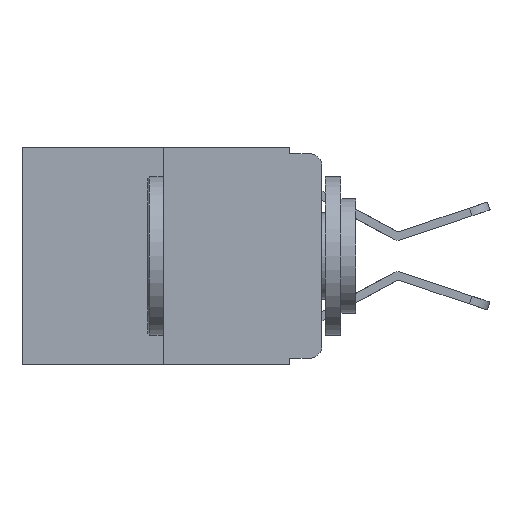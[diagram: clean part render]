
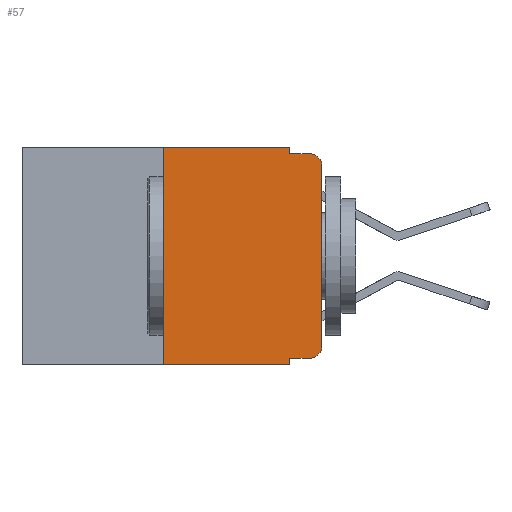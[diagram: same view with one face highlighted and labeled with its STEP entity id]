
A CAD part, left-side view. The second image highlights one B-rep face of the part: STEP entity #57.
In plain terms, the highlighted planar face has unit normal (-1, 0, 0).
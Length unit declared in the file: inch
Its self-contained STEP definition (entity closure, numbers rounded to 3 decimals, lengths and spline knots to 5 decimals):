
#20 = CARTESIAN_POINT ( 'NONE',  ( 0., 0.25, 0. ) ) ;
#57 = ADVANCED_FACE ( 'NONE', ( #10791 ), #8380, .F. ) ;
#88 = CARTESIAN_POINT ( 'NONE',  ( 0., 0.02, -0.01 ) ) ;
#251 = CARTESIAN_POINT ( 'NONE',  ( 0., 0.02, -0.333 ) ) ;
#339 = CARTESIAN_POINT ( 'NONE',  ( 0., 0.02, -0.03 ) ) ;
#511 = ORIENTED_EDGE ( 'NONE', *, *, #2761, .T. ) ;
#556 = EDGE_CURVE ( 'NONE', #4570, #1846, #7244, .T. ) ;
#769 = CIRCLE ( 'NONE', #4482, 0.02 ) ;
#837 = ORIENTED_EDGE ( 'NONE', *, *, #10085, .T. ) ;
#842 = LINE ( 'NONE', #12089, #9201 ) ;
#863 = LINE ( 'NONE', #8235, #7206 ) ;
#1305 = EDGE_CURVE ( 'NONE', #8938, #1846, #769, .T. ) ;
#1487 = DIRECTION ( 'NONE',  ( -1., 0., 0. ) ) ;
#1546 = VECTOR ( 'NONE', #8468, 39.37008 ) ;
#1550 = LINE ( 'NONE', #8378, #4078 ) ;
#1633 = ORIENTED_EDGE ( 'NONE', *, *, #556, .F. ) ;
#1758 = VERTEX_POINT ( 'NONE', #10879 ) ;
#1846 = VERTEX_POINT ( 'NONE', #88 ) ;
#1901 = CIRCLE ( 'NONE', #8453, 0.02 ) ;
#2094 = LINE ( 'NONE', #4710, #4944 ) ;
#2140 = CARTESIAN_POINT ( 'NONE',  ( 0., 0.02, -0.313 ) ) ;
#2761 = EDGE_CURVE ( 'NONE', #1758, #8938, #5912, .T. ) ;
#2927 = LINE ( 'NONE', #12521, #10745 ) ;
#3040 = CARTESIAN_POINT ( 'NONE',  ( 0., 0.25, -0.343 ) ) ;
#3145 = DIRECTION ( 'NONE',  ( 0., 0., 1. ) ) ;
#3147 = EDGE_CURVE ( 'NONE', #4791, #10023, #863, .T. ) ;
#3221 = DIRECTION ( 'NONE',  ( 0., 0., -1. ) ) ;
#3288 = CARTESIAN_POINT ( 'NONE',  ( 0., 0.25, 0. ) ) ;
#4078 = VECTOR ( 'NONE', #4196, 39.37008 ) ;
#4124 = VECTOR ( 'NONE', #6711, 39.37008 ) ;
#4196 = DIRECTION ( 'NONE',  ( 0., 0., -1. ) ) ;
#4317 = VERTEX_POINT ( 'NONE', #11843 ) ;
#4482 = AXIS2_PLACEMENT_3D ( 'NONE', #339, #1487, #12374 ) ;
#4570 = VERTEX_POINT ( 'NONE', #5648 ) ;
#4710 = CARTESIAN_POINT ( 'NONE',  ( 0., 0.051, -0.333 ) ) ;
#4791 = VERTEX_POINT ( 'NONE', #20 ) ;
#4944 = VECTOR ( 'NONE', #12698, 39.37008 ) ;
#5043 = EDGE_LOOP ( 'NONE', ( #511, #7379, #1633, #10499, #13111, #10262, #837, #9522, #8582, #12079 ) ) ;
#5277 = VERTEX_POINT ( 'NONE', #251 ) ;
#5648 = CARTESIAN_POINT ( 'NONE',  ( 0., 0.051, -0.01 ) ) ;
#5912 = LINE ( 'NONE', #11833, #8325 ) ;
#6418 = DIRECTION ( 'NONE',  ( 0., 0., -1. ) ) ;
#6482 = VERTEX_POINT ( 'NONE', #3040 ) ;
#6711 = DIRECTION ( 'NONE',  ( 0., -1., 0. ) ) ;
#7055 = DIRECTION ( 'NONE',  ( 1., 0., 0. ) ) ;
#7206 = VECTOR ( 'NONE', #8296, 39.37008 ) ;
#7244 = LINE ( 'NONE', #7336, #4124 ) ;
#7280 = CARTESIAN_POINT ( 'NONE',  ( 0., 0.473, 0. ) ) ;
#7336 = CARTESIAN_POINT ( 'NONE',  ( 0., 0.051, -0.01 ) ) ;
#7379 = ORIENTED_EDGE ( 'NONE', *, *, #1305, .T. ) ;
#7543 = CARTESIAN_POINT ( 'NONE',  ( 0., 0., -0.03 ) ) ;
#7864 = VERTEX_POINT ( 'NONE', #10683 ) ;
#7932 = CARTESIAN_POINT ( 'NONE',  ( 0., 0.051, 0. ) ) ;
#8235 = CARTESIAN_POINT ( 'NONE',  ( 0., 0.473, 0. ) ) ;
#8296 = DIRECTION ( 'NONE',  ( 0., -1., 0. ) ) ;
#8325 = VECTOR ( 'NONE', #3145, 39.37008 ) ;
#8378 = CARTESIAN_POINT ( 'NONE',  ( 0., 0.051, 0. ) ) ;
#8380 = PLANE ( 'NONE',  #10715 ) ;
#8453 = AXIS2_PLACEMENT_3D ( 'NONE', #2140, #9399, #3221 ) ;
#8468 = DIRECTION ( 'NONE',  ( 0., 0., 1. ) ) ;
#8582 = ORIENTED_EDGE ( 'NONE', *, *, #11214, .T. ) ;
#8938 = VERTEX_POINT ( 'NONE', #7543 ) ;
#9201 = VECTOR ( 'NONE', #11121, 39.37008 ) ;
#9274 = EDGE_CURVE ( 'NONE', #5277, #1758, #1901, .T. ) ;
#9399 = DIRECTION ( 'NONE',  ( -1., 0., 0. ) ) ;
#9522 = ORIENTED_EDGE ( 'NONE', *, *, #11865, .F. ) ;
#10023 = VERTEX_POINT ( 'NONE', #7932 ) ;
#10085 = EDGE_CURVE ( 'NONE', #6482, #4317, #842, .T. ) ;
#10262 = ORIENTED_EDGE ( 'NONE', *, *, #12523, .F. ) ;
#10499 = ORIENTED_EDGE ( 'NONE', *, *, #13159, .F. ) ;
#10683 = CARTESIAN_POINT ( 'NONE',  ( 0., 0.051, -0.333 ) ) ;
#10715 = AXIS2_PLACEMENT_3D ( 'NONE', #7280, #7055, #6418 ) ;
#10745 = VECTOR ( 'NONE', #11542, 39.37008 ) ;
#10791 = FACE_OUTER_BOUND ( 'NONE', #5043, .T. ) ;
#10879 = CARTESIAN_POINT ( 'NONE',  ( 0., 0., -0.313 ) ) ;
#11121 = DIRECTION ( 'NONE',  ( 0., -1., 0. ) ) ;
#11214 = EDGE_CURVE ( 'NONE', #7864, #5277, #2094, .T. ) ;
#11542 = DIRECTION ( 'NONE',  ( 0., 0., -1. ) ) ;
#11833 = CARTESIAN_POINT ( 'NONE',  ( 0., 0., 0. ) ) ;
#11843 = CARTESIAN_POINT ( 'NONE',  ( 0., 0.051, -0.343 ) ) ;
#11865 = EDGE_CURVE ( 'NONE', #7864, #4317, #2927, .T. ) ;
#12079 = ORIENTED_EDGE ( 'NONE', *, *, #9274, .T. ) ;
#12089 = CARTESIAN_POINT ( 'NONE',  ( 0., 0.473, -0.343 ) ) ;
#12374 = DIRECTION ( 'NONE',  ( 0., 0., -1. ) ) ;
#12410 = LINE ( 'NONE', #3288, #1546 ) ;
#12521 = CARTESIAN_POINT ( 'NONE',  ( 0., 0.051, 0. ) ) ;
#12523 = EDGE_CURVE ( 'NONE', #6482, #4791, #12410, .T. ) ;
#12698 = DIRECTION ( 'NONE',  ( 0., -1., 0. ) ) ;
#13111 = ORIENTED_EDGE ( 'NONE', *, *, #3147, .F. ) ;
#13159 = EDGE_CURVE ( 'NONE', #10023, #4570, #1550, .T. ) ;
